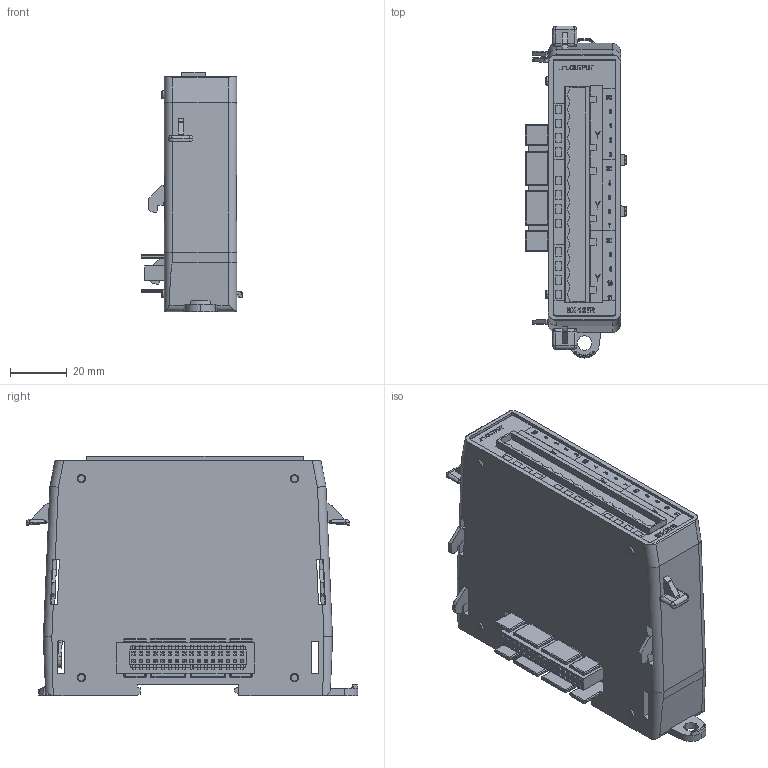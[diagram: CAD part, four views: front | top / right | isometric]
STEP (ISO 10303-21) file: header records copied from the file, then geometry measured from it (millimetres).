
FILE_DESCRIPTION (( 'STEP AP214' ), '1' );
FILE_NAME ('BX-12TR.STEP', '2020-03-23T23:56:31', ( '' ), ( '' ), 'SwSTEP 2.0', 'SolidWorks 2017', '' );
FILE_SCHEMA (( 'AUTOMOTIVE_DESIGN' ));
Length unit declared in the file: inch
Products named in the file (1): BX-12TR
Bounding box: 35.62 x 116.5 x 84.09 mm (x, y, z)
Volume: 190040.8 mm3; surface area: 46958.6 mm2
Topology: 15 solids, 24 shells, 3749 faces, 9799 edges, 6223 vertices
Faces by surface type: plane 2649, cylinder 573, bspline 397, torus 71, cone 35, sphere 24
Entity records: 184487 total; most frequent: CARTESIAN_POINT 47166, ORIENTED_EDGE 19570, DIRECTION 15838, EDGE_CURVE 9785, LINE 7634, VECTOR 7634, VERTEX_POINT 6221, EDGE_LOOP 4162
